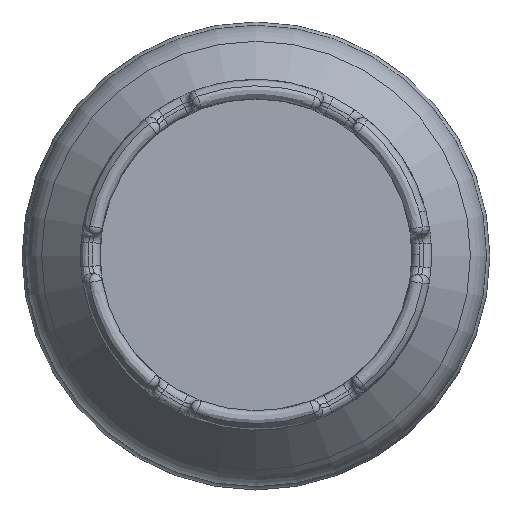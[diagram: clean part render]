
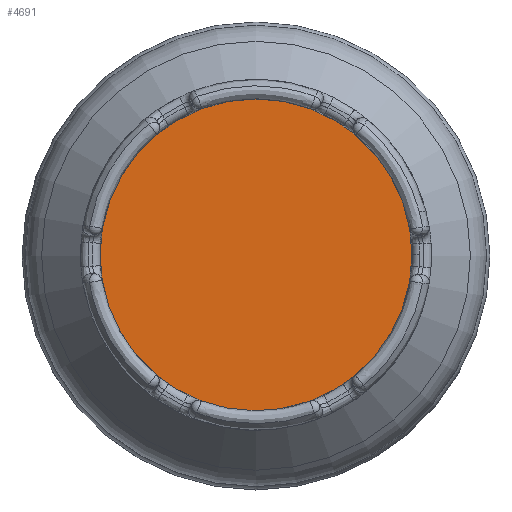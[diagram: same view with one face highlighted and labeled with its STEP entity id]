
A CAD part, top view. The second image highlights one B-rep face of the part: STEP entity #4691.
In plain terms, the highlighted planar face has unit normal (0, 0, 1).
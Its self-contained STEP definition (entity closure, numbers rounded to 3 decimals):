
#820=CARTESIAN_POINT('',(4.,-0.,15.));
#821=VERTEX_POINT('',#820);
#1253=CARTESIAN_POINT('',(0.,0.,15.));
#1254=DIRECTION('',(0.,0.,1.));
#1255=DIRECTION('',(1.,0.,-0.));
#1256=AXIS2_PLACEMENT_3D('',#1253,#1254,#1255);
#1257=CIRCLE('',#1256,4.);
#1258=EDGE_CURVE('',#821,#821,#1257,.T.);
#4683=CARTESIAN_POINT('',(0.,0.,15.));
#4684=DIRECTION('',(0.,0.,1.));
#4685=DIRECTION('',(1.,0.,0.));
#4686=AXIS2_PLACEMENT_3D('',#4683,#4684,#4685);
#4687=PLANE('',#4686);
#4688=ORIENTED_EDGE('',*,*,#1258,.T.);
#4689=EDGE_LOOP('',(#4688));
#4690=FACE_BOUND('',#4689,.T.);
#4691=ADVANCED_FACE('',(#4690),#4687,.T.);
